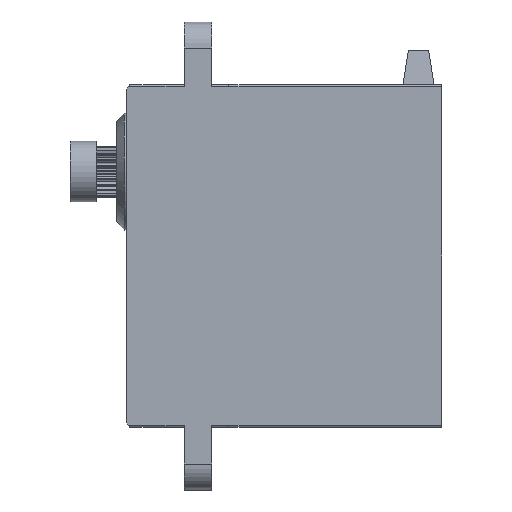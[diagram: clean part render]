
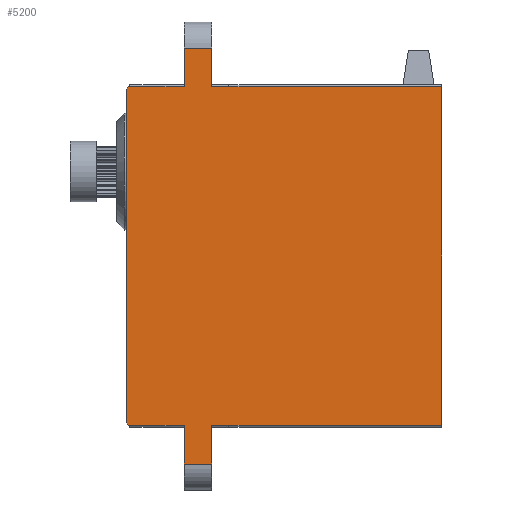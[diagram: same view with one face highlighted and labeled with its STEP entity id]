
A CAD part, left-side view. The second image highlights one B-rep face of the part: STEP entity #5200.
In plain terms, the highlighted planar face has unit normal (-1, 0, 0).
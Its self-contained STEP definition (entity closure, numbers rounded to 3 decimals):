
#44 = DIRECTION ( 'NONE',  ( 0., 0., -1. ) ) ;
#128 = ORIENTED_EDGE ( 'NONE', *, *, #1038, .T. ) ;
#172 = CARTESIAN_POINT ( 'NONE',  ( 0., 26.623, -39.3 ) ) ;
#320 = PLANE ( 'NONE',  #5185 ) ;
#374 = LINE ( 'NONE', #6045, #1991 ) ;
#408 = CARTESIAN_POINT ( 'NONE',  ( 0., 28.623, -0.2 ) ) ;
#416 = VERTEX_POINT ( 'NONE', #4521 ) ;
#541 = CARTESIAN_POINT ( 'NONE',  ( 0., 38.233, -0.2 ) ) ;
#576 = VERTEX_POINT ( 'NONE', #1736 ) ;
#612 = CARTESIAN_POINT ( 'NONE',  ( 0., 31.773, -43.75 ) ) ;
#657 = DIRECTION ( 'NONE',  ( 0., -1., 0. ) ) ;
#682 = VECTOR ( 'NONE', #2373, 1000. ) ;
#731 = LINE ( 'NONE', #1707, #3316 ) ;
#771 = CARTESIAN_POINT ( 'NONE',  ( 0., 28.623, -39.3 ) ) ;
#794 = LINE ( 'NONE', #6021, #1875 ) ;
#801 = ORIENTED_EDGE ( 'NONE', *, *, #4277, .F. ) ;
#850 = LINE ( 'NONE', #2925, #2639 ) ;
#859 = VERTEX_POINT ( 'NONE', #4829 ) ;
#949 = CARTESIAN_POINT ( 'NONE',  ( 0., 38.233, -39.3 ) ) ;
#990 = DIRECTION ( 'NONE',  ( 0., 0., -1. ) ) ;
#1038 = EDGE_CURVE ( 'NONE', #5989, #4687, #850, .T. ) ;
#1040 = DIRECTION ( 'NONE',  ( 0., -1., 0. ) ) ;
#1048 = VECTOR ( 'NONE', #6668, 1000. ) ;
#1097 = ORIENTED_EDGE ( 'NONE', *, *, #1961, .F. ) ;
#1114 = ORIENTED_EDGE ( 'NONE', *, *, #6665, .F. ) ;
#1121 = CARTESIAN_POINT ( 'NONE',  ( 0., 38.503, -0.5 ) ) ;
#1154 = VERTEX_POINT ( 'NONE', #949 ) ;
#1311 = ORIENTED_EDGE ( 'NONE', *, *, #2964, .F. ) ;
#1345 = VERTEX_POINT ( 'NONE', #771 ) ;
#1355 = EDGE_CURVE ( 'NONE', #5989, #2331, #2951, .T. ) ;
#1521 = LINE ( 'NONE', #3101, #5037 ) ;
#1538 = ORIENTED_EDGE ( 'NONE', *, *, #2316, .T. ) ;
#1554 = EDGE_CURVE ( 'NONE', #3643, #2503, #4027, .T. ) ;
#1582 = EDGE_CURVE ( 'NONE', #1154, #416, #1521, .T. ) ;
#1598 = VERTEX_POINT ( 'NONE', #6433 ) ;
#1604 = EDGE_CURVE ( 'NONE', #4723, #416, #5757, .T. ) ;
#1707 = CARTESIAN_POINT ( 'NONE',  ( 0., 2.053, -39.3 ) ) ;
#1736 = CARTESIAN_POINT ( 'NONE',  ( 0., 38.503, -0.5 ) ) ;
#1792 = LINE ( 'NONE', #5492, #5816 ) ;
#1875 = VECTOR ( 'NONE', #657, 1000. ) ;
#1923 = ORIENTED_EDGE ( 'NONE', *, *, #1582, .T. ) ;
#1938 = ORIENTED_EDGE ( 'NONE', *, *, #3099, .T. ) ;
#1961 = EDGE_CURVE ( 'NONE', #576, #4687, #2274, .T. ) ;
#1991 = VECTOR ( 'NONE', #2902, 1000. ) ;
#1994 = CARTESIAN_POINT ( 'NONE',  ( 0., 4.053, -43.75 ) ) ;
#2007 = CARTESIAN_POINT ( 'NONE',  ( 0., 38.503, -39.5 ) ) ;
#2071 = EDGE_CURVE ( 'NONE', #2834, #2331, #1792, .T. ) ;
#2107 = DIRECTION ( 'NONE',  ( 0., 1., 0. ) ) ;
#2239 = VERTEX_POINT ( 'NONE', #4247 ) ;
#2274 = LINE ( 'NONE', #1121, #5381 ) ;
#2302 = EDGE_CURVE ( 'NONE', #3193, #859, #731, .T. ) ;
#2316 = EDGE_CURVE ( 'NONE', #1345, #3193, #794, .T. ) ;
#2331 = VERTEX_POINT ( 'NONE', #2840 ) ;
#2373 = DIRECTION ( 'NONE',  ( 0., 0., 1. ) ) ;
#2480 = ORIENTED_EDGE ( 'NONE', *, *, #1604, .F. ) ;
#2503 = VERTEX_POINT ( 'NONE', #4983 ) ;
#2556 = VECTOR ( 'NONE', #990, 1000. ) ;
#2623 = EDGE_LOOP ( 'NONE', ( #801, #1311, #1923, #2480, #1938, #1114, #1538, #5521, #3436, #4894, #4981, #3940, #3645, #6683, #128, #1097 ) ) ;
#2639 = VECTOR ( 'NONE', #5104, 1000. ) ;
#2669 = LINE ( 'NONE', #2007, #4517 ) ;
#2834 = VERTEX_POINT ( 'NONE', #3246 ) ;
#2840 = CARTESIAN_POINT ( 'NONE',  ( 0., 31.773, 4.25 ) ) ;
#2860 = VECTOR ( 'NONE', #6728, 1000. ) ;
#2902 = DIRECTION ( 'NONE',  ( 0., 0.669, 0.743 ) ) ;
#2925 = CARTESIAN_POINT ( 'NONE',  ( 0., 38.053, -0.2 ) ) ;
#2951 = LINE ( 'NONE', #6579, #682 ) ;
#2964 = EDGE_CURVE ( 'NONE', #1154, #1598, #374, .T. ) ;
#3006 = VECTOR ( 'NONE', #2107, 1000. ) ;
#3056 = CARTESIAN_POINT ( 'NONE',  ( 0., 2.053, -0.2 ) ) ;
#3099 = EDGE_CURVE ( 'NONE', #4723, #2239, #6694, .T. ) ;
#3101 = CARTESIAN_POINT ( 'NONE',  ( 0., 2.053, -39.3 ) ) ;
#3193 = VERTEX_POINT ( 'NONE', #172 ) ;
#3246 = CARTESIAN_POINT ( 'NONE',  ( 0., 28.623, 4.25 ) ) ;
#3254 = DIRECTION ( 'NONE',  ( 0., 0., 1. ) ) ;
#3316 = VECTOR ( 'NONE', #3876, 1000. ) ;
#3436 = ORIENTED_EDGE ( 'NONE', *, *, #5244, .F. ) ;
#3558 = VERTEX_POINT ( 'NONE', #3056 ) ;
#3643 = VERTEX_POINT ( 'NONE', #6342 ) ;
#3645 = ORIENTED_EDGE ( 'NONE', *, *, #2071, .T. ) ;
#3665 = LINE ( 'NONE', #4802, #3006 ) ;
#3876 = DIRECTION ( 'NONE',  ( 0., -1., 0. ) ) ;
#3877 = FACE_OUTER_BOUND ( 'NONE', #2623, .T. ) ;
#3940 = ORIENTED_EDGE ( 'NONE', *, *, #4585, .F. ) ;
#4027 = LINE ( 'NONE', #408, #2860 ) ;
#4037 = LINE ( 'NONE', #4574, #1048 ) ;
#4110 = DIRECTION ( 'NONE',  ( 0., 0., 1. ) ) ;
#4247 = CARTESIAN_POINT ( 'NONE',  ( 0., 28.623, -43.75 ) ) ;
#4277 = EDGE_CURVE ( 'NONE', #1598, #576, #2669, .T. ) ;
#4499 = VECTOR ( 'NONE', #5701, 1000. ) ;
#4517 = VECTOR ( 'NONE', #4110, 1000. ) ;
#4521 = CARTESIAN_POINT ( 'NONE',  ( 0., 31.773, -39.3 ) ) ;
#4574 = CARTESIAN_POINT ( 'NONE',  ( 0., 2.053, 0. ) ) ;
#4585 = EDGE_CURVE ( 'NONE', #2834, #2503, #6287, .T. ) ;
#4687 = VERTEX_POINT ( 'NONE', #541 ) ;
#4711 = VECTOR ( 'NONE', #3254, 1000. ) ;
#4723 = VERTEX_POINT ( 'NONE', #612 ) ;
#4802 = CARTESIAN_POINT ( 'NONE',  ( 0., 2.053, -0.2 ) ) ;
#4829 = CARTESIAN_POINT ( 'NONE',  ( 0., 2.053, -39.3 ) ) ;
#4894 = ORIENTED_EDGE ( 'NONE', *, *, #5370, .T. ) ;
#4930 = DIRECTION ( 'NONE',  ( 0., 1., 0. ) ) ;
#4981 = ORIENTED_EDGE ( 'NONE', *, *, #1554, .T. ) ;
#4983 = CARTESIAN_POINT ( 'NONE',  ( 0., 28.623, -0.2 ) ) ;
#5016 = DIRECTION ( 'NONE',  ( 1., 0., 0. ) ) ;
#5037 = VECTOR ( 'NONE', #1040, 1000. ) ;
#5104 = DIRECTION ( 'NONE',  ( 0., 1., 0. ) ) ;
#5185 = AXIS2_PLACEMENT_3D ( 'NONE', #6057, #5016, #5959 ) ;
#5200 = ADVANCED_FACE ( 'NONE', ( #3877 ), #320, .F. ) ;
#5244 = EDGE_CURVE ( 'NONE', #3558, #859, #4037, .T. ) ;
#5272 = CARTESIAN_POINT ( 'NONE',  ( 0., 31.773, -46.75 ) ) ;
#5370 = EDGE_CURVE ( 'NONE', #3558, #3643, #3665, .T. ) ;
#5381 = VECTOR ( 'NONE', #6348, 1000. ) ;
#5492 = CARTESIAN_POINT ( 'NONE',  ( 0., 4.053, 4.25 ) ) ;
#5521 = ORIENTED_EDGE ( 'NONE', *, *, #2302, .T. ) ;
#5674 = CARTESIAN_POINT ( 'NONE',  ( 0., 28.623, 7.25 ) ) ;
#5701 = DIRECTION ( 'NONE',  ( 0., -1., 0. ) ) ;
#5757 = LINE ( 'NONE', #5272, #4711 ) ;
#5813 = CARTESIAN_POINT ( 'NONE',  ( 0., 28.623, -39.5 ) ) ;
#5816 = VECTOR ( 'NONE', #4930, 1000. ) ;
#5959 = DIRECTION ( 'NONE',  ( 0., 0., -1. ) ) ;
#5989 = VERTEX_POINT ( 'NONE', #6456 ) ;
#6021 = CARTESIAN_POINT ( 'NONE',  ( 0., 26.623, -39.3 ) ) ;
#6045 = CARTESIAN_POINT ( 'NONE',  ( 0., 38.053, -39.5 ) ) ;
#6057 = CARTESIAN_POINT ( 'NONE',  ( 0., 4.053, 0. ) ) ;
#6187 = VECTOR ( 'NONE', #44, 1000. ) ;
#6287 = LINE ( 'NONE', #5674, #2556 ) ;
#6342 = CARTESIAN_POINT ( 'NONE',  ( 0., 26.623, -0.2 ) ) ;
#6348 = DIRECTION ( 'NONE',  ( 0., -0.669, 0.743 ) ) ;
#6398 = LINE ( 'NONE', #5813, #6187 ) ;
#6433 = CARTESIAN_POINT ( 'NONE',  ( 0., 38.503, -39. ) ) ;
#6456 = CARTESIAN_POINT ( 'NONE',  ( 0., 31.773, -0.2 ) ) ;
#6579 = CARTESIAN_POINT ( 'NONE',  ( 0., 31.773, 0. ) ) ;
#6665 = EDGE_CURVE ( 'NONE', #1345, #2239, #6398, .T. ) ;
#6668 = DIRECTION ( 'NONE',  ( 0., 0., -1. ) ) ;
#6683 = ORIENTED_EDGE ( 'NONE', *, *, #1355, .F. ) ;
#6694 = LINE ( 'NONE', #1994, #4499 ) ;
#6728 = DIRECTION ( 'NONE',  ( 0., 1., 0. ) ) ;
